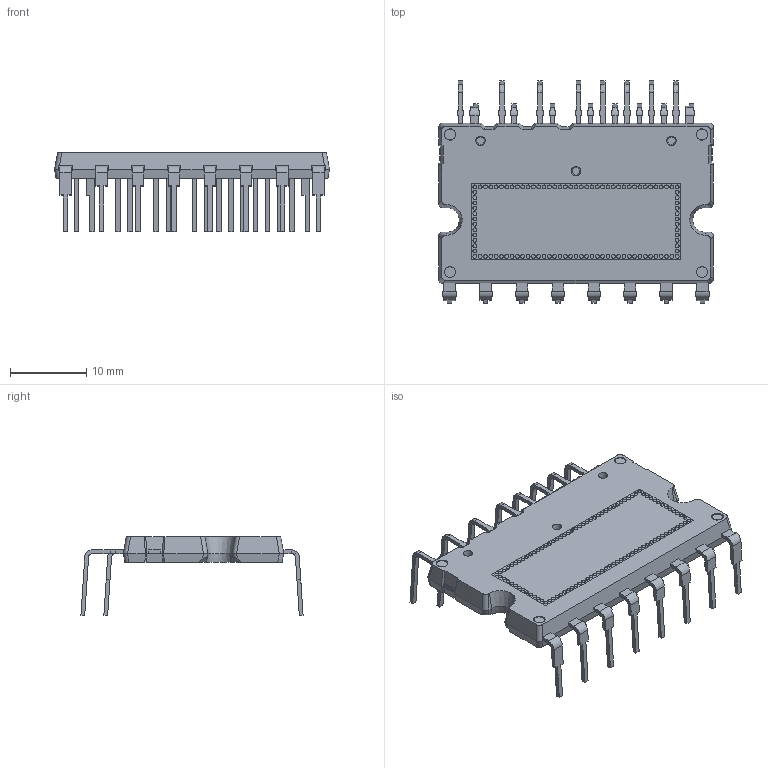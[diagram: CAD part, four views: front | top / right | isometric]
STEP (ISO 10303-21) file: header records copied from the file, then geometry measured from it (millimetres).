
FILE_DESCRIPTION(/* description */ (''),/* implementation_level */ '2;1');
FILE_NAME(/* name */ 'PG-MDIP-24-73_Z8B00256768_V02_3D.stp',/* time_stamp */ '2025-06-12T19:27:51+05:30',/* author */ ('sivamani'),/* organization */ (''),/* preprocessor_version */ 'ST-DEVELOPER v19.2',/* originating_system */ 'AutoCAD Mechanical',/* authorisation */ '');
FILE_SCHEMA (('AUTOMOTIVE_DESIGN { 1 0 10303 214 3 1 1 }'));
Length unit declared in the file: millimetre
Products named in the file (1): Product
Bounding box: 36 x 29.1 x 10.35 mm (x, y, z)
Volume: 2523.3 mm3; surface area: 3114.2 mm2
Topology: 40 solids, 40 shells, 1019 faces, 2334 edges, 1506 vertices
Faces by surface type: plane 706, cylinder 178, torus 108, bspline 18, cone 9
Full cylindrical faces by diameter (mm): 0.5 x100, 0.575 x1, 1.184 x1, 1.25 x2, 1.5 x4
Entity records: 28791 total; most frequent: CARTESIAN_POINT 5230, DIRECTION 4944, ORIENTED_EDGE 4668, EDGE_CURVE 2334, LINE 1656, VECTOR 1656, AXIS2_PLACEMENT_3D 1644, VERTEX_POINT 1506
